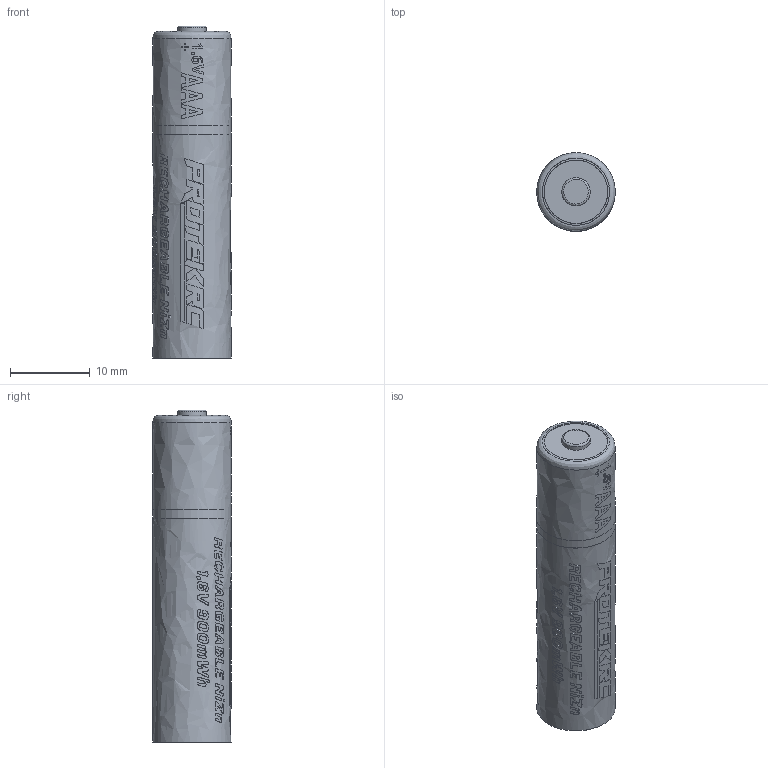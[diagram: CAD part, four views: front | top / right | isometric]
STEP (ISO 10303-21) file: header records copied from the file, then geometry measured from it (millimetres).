
FILE_DESCRIPTION(('FreeCAD Model'),'2;1');
FILE_NAME('Open CASCADE Shape Model','2025-05-29T04:12:41',('FreeCAD'),( 'FreeCAD'),'Open CASCADE STEP processor 7.6','FreeCAD','Unknown');
FILE_SCHEMA(('AUTOMOTIVE_DESIGN { 1 0 10303 214 1 1 1 1 }'));
Products named in the file (1): Open CASCADE STEP translator 7.6 1
Bounding box: 9.82 x 9.82 x 41.6 mm (x, y, z)
Volume: 3141.9 mm3; surface area: 4243.2 mm2
Topology: 33 solids, 33 shells, 3002 faces, 8971 edges, 6060 vertices
Faces by surface type: bspline 3002
Entity records: 92457 total; most frequent: CARTESIAN_POINT 41333, ORIENTED_EDGE 17942, EDGE_CURVE 8971, VERTEX_POINT 6060, B_SPLINE_CURVE_WITH_KNOTS 6030, FACE_BOUND 3051, EDGE_LOOP 3051, ADVANCED_FACE 3002
